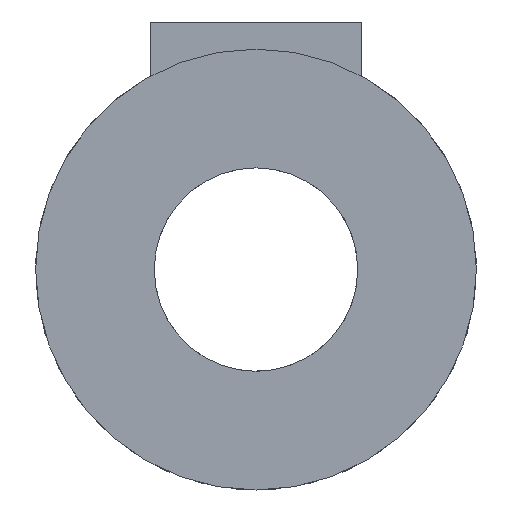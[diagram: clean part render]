
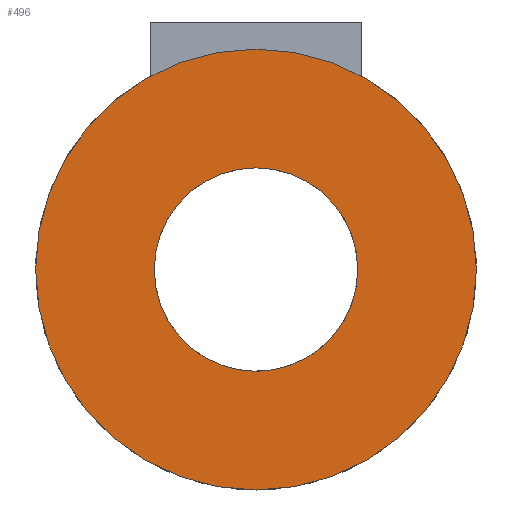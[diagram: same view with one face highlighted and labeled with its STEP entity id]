
A CAD part, front view. The second image highlights one B-rep face of the part: STEP entity #496.
In plain terms, the highlighted planar face has unit normal (0, -1, 0).
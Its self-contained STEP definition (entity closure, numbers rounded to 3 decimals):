
#15=FACE_BOUND('',#78,.T.);
#31=PLANE('',#559);
#53=FACE_OUTER_BOUND('',#77,.T.);
#77=EDGE_LOOP('',(#453));
#78=EDGE_LOOP('',(#454));
#184=CIRCLE('',#522,6.);
#203=CIRCLE('',#560,13.);
#206=VERTEX_POINT('',#713);
#252=VERTEX_POINT('',#846);
#254=EDGE_CURVE('',#206,#206,#184,.T.);
#322=EDGE_CURVE('',#252,#252,#203,.T.);
#453=ORIENTED_EDGE('',*,*,#322,.F.);
#454=ORIENTED_EDGE('',*,*,#254,.T.);
#496=ADVANCED_FACE('',(#53,#15),#31,.T.);
#522=AXIS2_PLACEMENT_3D('',#714,#571,#572);
#559=AXIS2_PLACEMENT_3D('',#845,#694,#695);
#560=AXIS2_PLACEMENT_3D('',#847,#696,#697);
#571=DIRECTION('center_axis',(0.,1.,0.));
#572=DIRECTION('ref_axis',(1.,0.,0.));
#694=DIRECTION('center_axis',(0.,-1.,0.));
#695=DIRECTION('ref_axis',(0.,0.,-1.));
#696=DIRECTION('center_axis',(0.,1.,0.));
#697=DIRECTION('ref_axis',(1.,0.,0.));
#713=CARTESIAN_POINT('',(-6.,-8.905,0.));
#714=CARTESIAN_POINT('Origin',(0.,-8.905,0.));
#845=CARTESIAN_POINT('Origin',(-13.,-8.905,0.));
#846=CARTESIAN_POINT('',(13.,-8.905,0.));
#847=CARTESIAN_POINT('Origin',(0.,-8.905,0.));
